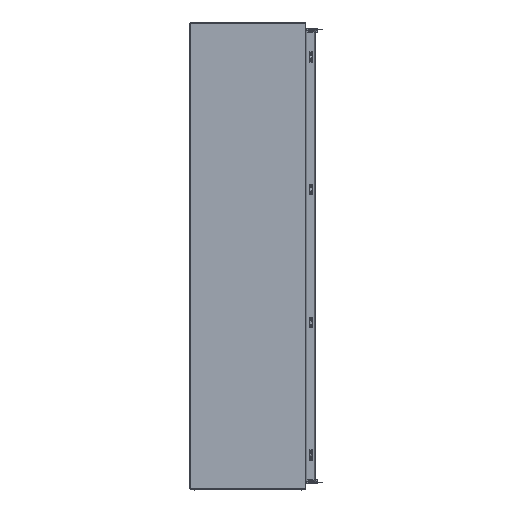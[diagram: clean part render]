
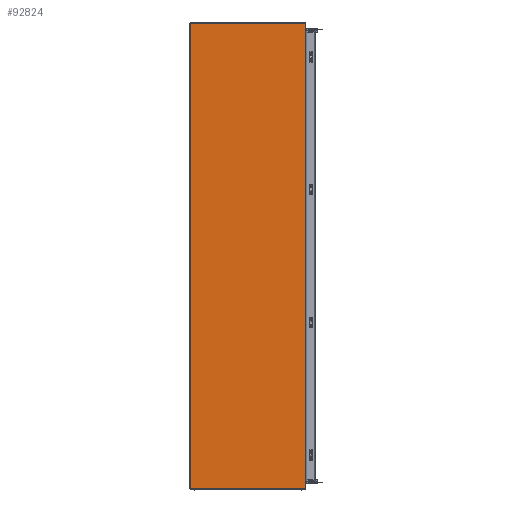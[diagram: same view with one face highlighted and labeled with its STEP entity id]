
A CAD part, top view. The second image highlights one B-rep face of the part: STEP entity #92824.
In plain terms, the highlighted planar face has unit normal (0, 0, 1).
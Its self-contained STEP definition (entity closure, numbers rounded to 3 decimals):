
#3101 = VECTOR ( 'NONE', #37461, 1000. ) ;
#3176 = EDGE_CURVE ( 'NONE', #123135, #97339, #3555, .T. ) ;
#3555 = LINE ( 'NONE', #45099, #78521 ) ;
#5544 = VECTOR ( 'NONE', #35732, 1000. ) ;
#5743 = CARTESIAN_POINT ( 'NONE',  ( 247.5, -957.6, 0. ) ) ;
#6149 = CARTESIAN_POINT ( 'NONE',  ( 247.5, 992., 0. ) ) ;
#11604 = EDGE_CURVE ( 'NONE', #105907, #28205, #95252, .T. ) ;
#12962 = LINE ( 'NONE', #113355, #5544 ) ;
#13441 = DIRECTION ( 'NONE',  ( -1., 0., 0. ) ) ;
#13652 = EDGE_CURVE ( 'NONE', #97339, #24164, #78175, .T. ) ;
#15542 = VERTEX_POINT ( 'NONE', #108115 ) ;
#16603 = VERTEX_POINT ( 'NONE', #5743 ) ;
#16605 = ORIENTED_EDGE ( 'NONE', *, *, #40947, .T. ) ;
#18947 = DIRECTION ( 'NONE',  ( 1., 0., 0. ) ) ;
#19663 = LINE ( 'NONE', #85635, #101235 ) ;
#20148 = CARTESIAN_POINT ( 'NONE',  ( -244.5, 992., 0. ) ) ;
#20874 = VECTOR ( 'NONE', #62219, 1000. ) ;
#23122 = LINE ( 'NONE', #107367, #3101 ) ;
#23731 = EDGE_CURVE ( 'NONE', #105592, #74844, #82899, .T. ) ;
#24164 = VERTEX_POINT ( 'NONE', #75246 ) ;
#27962 = CARTESIAN_POINT ( 'NONE',  ( -245.359, -992., 0. ) ) ;
#28205 = VERTEX_POINT ( 'NONE', #6149 ) ;
#29406 = ORIENTED_EDGE ( 'NONE', *, *, #66877, .T. ) ;
#29567 = EDGE_CURVE ( 'NONE', #16603, #123135, #12962, .T. ) ;
#34240 = LINE ( 'NONE', #94355, #68998 ) ;
#34896 = ORIENTED_EDGE ( 'NONE', *, *, #3176, .T. ) ;
#35732 = DIRECTION ( 'NONE',  ( -1., 0., 0. ) ) ;
#37461 = DIRECTION ( 'NONE',  ( 0., 1., 0. ) ) ;
#37945 = DIRECTION ( 'NONE',  ( 0., 0., 1. ) ) ;
#38486 = EDGE_CURVE ( 'NONE', #24164, #105592, #101835, .T. ) ;
#39058 = LINE ( 'NONE', #27962, #90162 ) ;
#39254 = CARTESIAN_POINT ( 'NONE',  ( 0., 957.5, 0. ) ) ;
#40947 = EDGE_CURVE ( 'NONE', #74844, #50901, #139473, .T. ) ;
#45099 = CARTESIAN_POINT ( 'NONE',  ( 244.53, 0., 0. ) ) ;
#47643 = DIRECTION ( 'NONE',  ( 0., 1., 0. ) ) ;
#49391 = DIRECTION ( 'NONE',  ( 0., 1., 0. ) ) ;
#50901 = VERTEX_POINT ( 'NONE', #109165 ) ;
#51958 = DIRECTION ( 'NONE',  ( 1., 0., 0. ) ) ;
#52775 = ORIENTED_EDGE ( 'NONE', *, *, #23731, .T. ) ;
#54189 = ORIENTED_EDGE ( 'NONE', *, *, #29567, .T. ) ;
#58216 = CARTESIAN_POINT ( 'NONE',  ( 0., -957.5, 0. ) ) ;
#60384 = AXIS2_PLACEMENT_3D ( 'NONE', #83406, #37945, #13441 ) ;
#60975 = PLANE ( 'NONE',  #60384 ) ;
#62219 = DIRECTION ( 'NONE',  ( 0., 1., 0. ) ) ;
#62718 = CARTESIAN_POINT ( 'NONE',  ( 244.53, 0., 0. ) ) ;
#64059 = LINE ( 'NONE', #77683, #115044 ) ;
#66877 = EDGE_CURVE ( 'NONE', #138811, #16603, #23122, .T. ) ;
#67186 = VECTOR ( 'NONE', #69981, 1000. ) ;
#68998 = VECTOR ( 'NONE', #118254, 1000. ) ;
#69981 = DIRECTION ( 'NONE',  ( 1., 0., 0. ) ) ;
#73837 = EDGE_CURVE ( 'NONE', #28205, #113001, #19663, .T. ) ;
#74844 = VERTEX_POINT ( 'NONE', #140696 ) ;
#75246 = CARTESIAN_POINT ( 'NONE',  ( 244.63, -957.5, 0. ) ) ;
#77036 = ORIENTED_EDGE ( 'NONE', *, *, #73837, .T. ) ;
#77678 = FACE_OUTER_BOUND ( 'NONE', #88216, .T. ) ;
#77683 = CARTESIAN_POINT ( 'NONE',  ( 0., 957.6, 0. ) ) ;
#78175 = LINE ( 'NONE', #58216, #67186 ) ;
#78521 = VECTOR ( 'NONE', #47643, 1000. ) ;
#78913 = VECTOR ( 'NONE', #84147, 1000. ) ;
#82899 = LINE ( 'NONE', #39254, #121145 ) ;
#83406 = CARTESIAN_POINT ( 'NONE',  ( 0., 0., 0. ) ) ;
#83561 = CARTESIAN_POINT ( 'NONE',  ( 244.53, -957.5, 0. ) ) ;
#84147 = DIRECTION ( 'NONE',  ( 0., 1., 0. ) ) ;
#85635 = CARTESIAN_POINT ( 'NONE',  ( 247.5, 992., 0. ) ) ;
#88216 = EDGE_LOOP ( 'NONE', ( #29406, #54189, #34896, #126458, #145666, #52775, #16605, #134367, #139123, #77036, #108846, #92580 ) ) ;
#90162 = VECTOR ( 'NONE', #51958, 1000. ) ;
#92580 = ORIENTED_EDGE ( 'NONE', *, *, #139638, .T. ) ;
#92824 = ADVANCED_FACE ( 'NONE', ( #77678 ), #60975, .T. ) ;
#94282 = CARTESIAN_POINT ( 'NONE',  ( 244.63, -957.5, 0. ) ) ;
#94355 = CARTESIAN_POINT ( 'NONE',  ( -244.5, 992.859, 0. ) ) ;
#95252 = LINE ( 'NONE', #120215, #78913 ) ;
#97339 = VERTEX_POINT ( 'NONE', #83561 ) ;
#101235 = VECTOR ( 'NONE', #132890, 1000. ) ;
#101835 = LINE ( 'NONE', #94282, #125479 ) ;
#105592 = VERTEX_POINT ( 'NONE', #121575 ) ;
#105907 = VERTEX_POINT ( 'NONE', #139610 ) ;
#107367 = CARTESIAN_POINT ( 'NONE',  ( 247.5, 995., 0. ) ) ;
#108115 = CARTESIAN_POINT ( 'NONE',  ( -244.5, -992., 0. ) ) ;
#108846 = ORIENTED_EDGE ( 'NONE', *, *, #121523, .T. ) ;
#109165 = CARTESIAN_POINT ( 'NONE',  ( 244.53, 957.6, 0. ) ) ;
#113001 = VERTEX_POINT ( 'NONE', #20148 ) ;
#113355 = CARTESIAN_POINT ( 'NONE',  ( 0., -957.6, 0. ) ) ;
#115044 = VECTOR ( 'NONE', #18947, 1000. ) ;
#118254 = DIRECTION ( 'NONE',  ( 0., -1., 0. ) ) ;
#120215 = CARTESIAN_POINT ( 'NONE',  ( 247.5, 995., 0. ) ) ;
#121145 = VECTOR ( 'NONE', #144175, 1000. ) ;
#121523 = EDGE_CURVE ( 'NONE', #113001, #15542, #34240, .T. ) ;
#121575 = CARTESIAN_POINT ( 'NONE',  ( 244.63, 957.5, 0. ) ) ;
#123135 = VERTEX_POINT ( 'NONE', #129307 ) ;
#125479 = VECTOR ( 'NONE', #49391, 1000. ) ;
#126458 = ORIENTED_EDGE ( 'NONE', *, *, #13652, .T. ) ;
#129307 = CARTESIAN_POINT ( 'NONE',  ( 244.53, -957.6, 0. ) ) ;
#132890 = DIRECTION ( 'NONE',  ( -1., 0., 0. ) ) ;
#134367 = ORIENTED_EDGE ( 'NONE', *, *, #134974, .T. ) ;
#134974 = EDGE_CURVE ( 'NONE', #50901, #105907, #64059, .T. ) ;
#138811 = VERTEX_POINT ( 'NONE', #139316 ) ;
#139123 = ORIENTED_EDGE ( 'NONE', *, *, #11604, .T. ) ;
#139316 = CARTESIAN_POINT ( 'NONE',  ( 247.5, -992., 0. ) ) ;
#139473 = LINE ( 'NONE', #62718, #20874 ) ;
#139610 = CARTESIAN_POINT ( 'NONE',  ( 247.5, 957.6, 0. ) ) ;
#139638 = EDGE_CURVE ( 'NONE', #15542, #138811, #39058, .T. ) ;
#140696 = CARTESIAN_POINT ( 'NONE',  ( 244.53, 957.5, 0. ) ) ;
#144175 = DIRECTION ( 'NONE',  ( -1., 0., 0. ) ) ;
#145666 = ORIENTED_EDGE ( 'NONE', *, *, #38486, .T. ) ;
